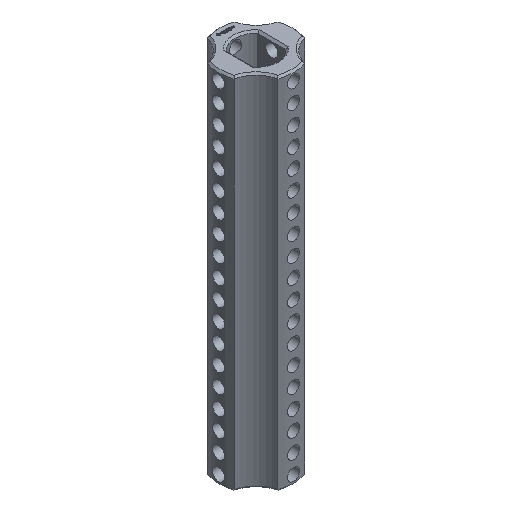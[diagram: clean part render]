
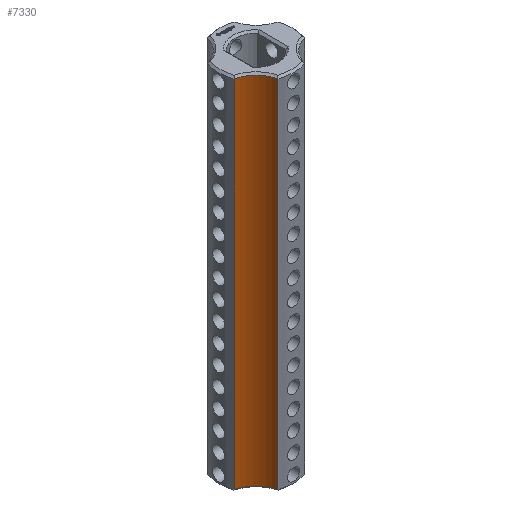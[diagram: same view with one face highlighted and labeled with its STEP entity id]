
A CAD part, isometric view. The second image highlights one B-rep face of the part: STEP entity #7330.
In plain terms, the highlighted cylindrical face has radius 5 mm (diameter 10 mm), a partial arc.
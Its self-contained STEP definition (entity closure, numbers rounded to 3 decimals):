
#2111 = EDGE_CURVE('',#2112,#2114,#2116,.T.);
#2112 = VERTEX_POINT('',#2113);
#2113 = CARTESIAN_POINT('',(-2.225,-5.841,0.3));
#2114 = VERTEX_POINT('',#2115);
#2115 = CARTESIAN_POINT('',(-2.225,-5.841,59.075));
#2116 = LINE('',#2117,#2118);
#2117 = CARTESIAN_POINT('',(-2.225,-5.841,0.));
#2118 = VECTOR('',#2119,1.);
#2119 = DIRECTION('',(0.,0.,1.));
#7330 = ADVANCED_FACE('',(#7331),#7358,.F.);
#7331 = FACE_BOUND('',#7332,.T.);
#7332 = EDGE_LOOP('',(#7333,#7334,#7343,#7351));
#7333 = ORIENTED_EDGE('',*,*,#2111,.T.);
#7334 = ORIENTED_EDGE('',*,*,#7335,.T.);
#7335 = EDGE_CURVE('',#2114,#7336,#7338,.T.);
#7336 = VERTEX_POINT('',#7337);
#7337 = CARTESIAN_POINT('',(-5.841,-2.225,59.075));
#7338 = CIRCLE('',#7339,5.);
#7339 = AXIS2_PLACEMENT_3D('',#7340,#7341,#7342);
#7340 = CARTESIAN_POINT('',(-7.071,-7.071,59.075));
#7341 = DIRECTION('',(0.,-0.,1.));
#7342 = DIRECTION('',(0.969,0.246,0.));
#7343 = ORIENTED_EDGE('',*,*,#7344,.F.);
#7344 = EDGE_CURVE('',#7345,#7336,#7347,.T.);
#7345 = VERTEX_POINT('',#7346);
#7346 = CARTESIAN_POINT('',(-5.841,-2.225,0.3));
#7347 = LINE('',#7348,#7349);
#7348 = CARTESIAN_POINT('',(-5.841,-2.225,0.));
#7349 = VECTOR('',#7350,1.);
#7350 = DIRECTION('',(0.,0.,1.));
#7351 = ORIENTED_EDGE('',*,*,#7352,.F.);
#7352 = EDGE_CURVE('',#2112,#7345,#7353,.T.);
#7353 = CIRCLE('',#7354,5.);
#7354 = AXIS2_PLACEMENT_3D('',#7355,#7356,#7357);
#7355 = CARTESIAN_POINT('',(-7.071,-7.071,0.3));
#7356 = DIRECTION('',(0.,-0.,1.));
#7357 = DIRECTION('',(0.969,0.246,0.));
#7358 = CYLINDRICAL_SURFACE('',#7359,5.);
#7359 = AXIS2_PLACEMENT_3D('',#7360,#7361,#7362);
#7360 = CARTESIAN_POINT('',(-7.071,-7.071,0.));
#7361 = DIRECTION('',(-0.,-0.,-1.));
#7362 = DIRECTION('',(1.,0.,0.));
